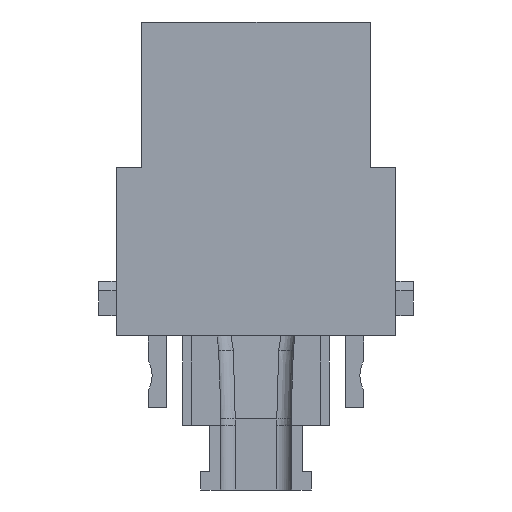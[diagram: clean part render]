
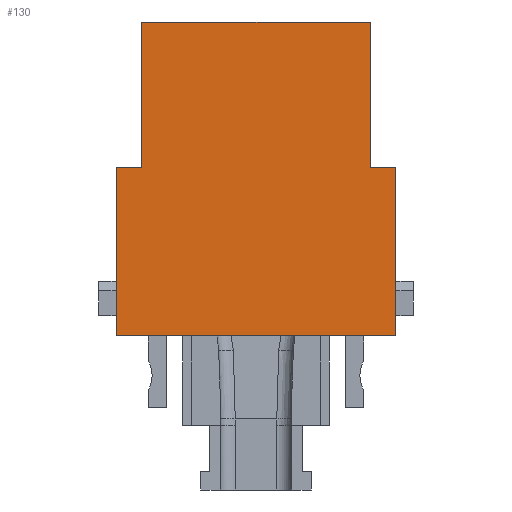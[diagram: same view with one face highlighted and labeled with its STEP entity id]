
A CAD part, left-side view. The second image highlights one B-rep face of the part: STEP entity #130.
In plain terms, the highlighted face is planar.
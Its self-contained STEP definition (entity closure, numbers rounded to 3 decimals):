
#59=CARTESIAN_POINT('',(30.,14.6,0.));
#60=DIRECTION('',(0.,-1.,0.));
#61=DIRECTION('',(1.,0.,0.));
#62=AXIS2_PLACEMENT_3D('',#59,#60,#61);
#63=PLANE('',#62);
#64=CARTESIAN_POINT('',(27.4,14.6,-12.5));
#65=VERTEX_POINT('',#64);
#66=CARTESIAN_POINT('',(2.6,14.6,-12.5));
#67=VERTEX_POINT('',#66);
#68=CARTESIAN_POINT('',(12377.76,14.6,-12.5));
#69=DIRECTION('',(-1.,-0.,0.));
#70=VECTOR('',#69,24690.);
#71=LINE('',#68,#70);
#72=EDGE_CURVE('',#65,#67,#71,.T.);
#73=ORIENTED_EDGE('',*,*,#72,.T.);
#74=CARTESIAN_POINT('',(2.6,14.6,3.3));
#75=VERTEX_POINT('',#74);
#76=CARTESIAN_POINT('',(2.6,14.6,-12343.7));
#77=DIRECTION('',(-0.,-0.,1.));
#78=VECTOR('',#77,24690.);
#79=LINE('',#76,#78);
#80=EDGE_CURVE('',#67,#75,#79,.T.);
#81=ORIENTED_EDGE('',*,*,#80,.T.);
#82=CARTESIAN_POINT('',(-0.15,14.6,3.3));
#83=VERTEX_POINT('',#82);
#84=CARTESIAN_POINT('',(12363.619,14.6,3.3));
#85=DIRECTION('',(-1.,-0.,0.));
#86=VECTOR('',#85,24690.);
#87=LINE('',#84,#86);
#88=EDGE_CURVE('',#75,#83,#87,.T.);
#89=ORIENTED_EDGE('',*,*,#88,.T.);
#90=CARTESIAN_POINT('',(-0.15,14.6,21.5));
#91=VERTEX_POINT('',#90);
#92=CARTESIAN_POINT('',(-0.15,14.6,-12345.));
#93=DIRECTION('',(0.,0.,1.));
#94=VECTOR('',#93,24690.);
#95=LINE('',#92,#94);
#96=EDGE_CURVE('',#83,#91,#95,.T.);
#97=ORIENTED_EDGE('',*,*,#96,.T.);
#98=CARTESIAN_POINT('',(30.15,14.6,21.5));
#99=VERTEX_POINT('',#98);
#100=CARTESIAN_POINT('',(-12329.202,14.6,21.5));
#101=DIRECTION('',(1.,-0.,-0.));
#102=VECTOR('',#101,24690.);
#103=LINE('',#100,#102);
#104=EDGE_CURVE('',#91,#99,#103,.T.);
#105=ORIENTED_EDGE('',*,*,#104,.T.);
#106=CARTESIAN_POINT('',(30.15,14.6,3.3));
#107=VERTEX_POINT('',#106);
#108=CARTESIAN_POINT('',(30.15,14.6,12345.));
#109=DIRECTION('',(0.,0.,-1.));
#110=VECTOR('',#109,24690.);
#111=LINE('',#108,#110);
#112=EDGE_CURVE('',#99,#107,#111,.T.);
#113=ORIENTED_EDGE('',*,*,#112,.T.);
#114=CARTESIAN_POINT('',(27.4,14.6,3.3));
#115=VERTEX_POINT('',#114);
#116=CARTESIAN_POINT('',(12363.619,14.6,3.3));
#117=DIRECTION('',(-1.,-0.,0.));
#118=VECTOR('',#117,24690.);
#119=LINE('',#116,#118);
#120=EDGE_CURVE('',#107,#115,#119,.T.);
#121=ORIENTED_EDGE('',*,*,#120,.T.);
#122=CARTESIAN_POINT('',(27.4,14.6,12346.3));
#123=DIRECTION('',(-0.,-0.,-1.));
#124=VECTOR('',#123,24690.);
#125=LINE('',#122,#124);
#126=EDGE_CURVE('',#115,#65,#125,.T.);
#127=ORIENTED_EDGE('',*,*,#126,.T.);
#128=EDGE_LOOP('',(#73,#81,#89,#97,#105,#113,#121,#127));
#129=FACE_BOUND('',#128,.T.);
#130=ADVANCED_FACE('',(#129),#63,.F.);
